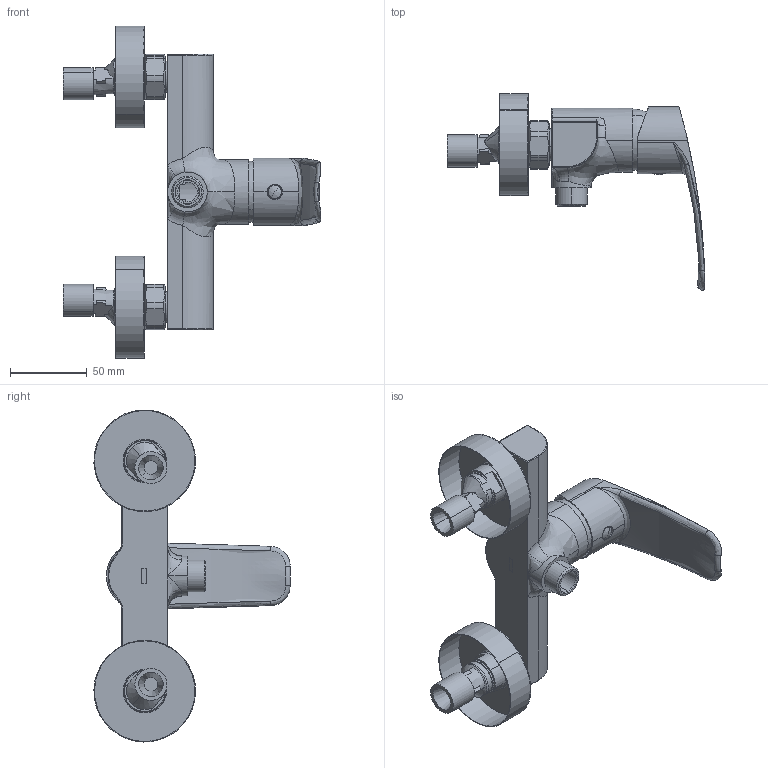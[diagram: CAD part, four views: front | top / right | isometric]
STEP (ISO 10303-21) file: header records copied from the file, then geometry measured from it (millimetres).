
FILE_DESCRIPTION (( 'STEP AP203' ), '1' );
FILE_NAME ('57DP03699.STEP', '2020-05-27T05:56:36', ( '' ), ( '' ), 'SwSTEP 2.0', 'SolidWorks 2018', '' );
FILE_SCHEMA (( 'CONFIG_CONTROL_DESIGN' ));
Length unit declared in the file: millimetre
Products named in the file (1): 57DP03699
Bounding box: 168.34 x 128.24 x 216.97 mm (x, y, z)
Volume: 133549.8 mm3; surface area: 121339.2 mm2
Topology: 12 solids, 12 shells, 457 faces, 1141 edges, 728 vertices
Faces by surface type: cylinder 176, plane 148, cone 63, torus 33, bspline 31, sphere 6
Entity records: 63789 total; most frequent: CARTESIAN_POINT 53018, ORIENTED_EDGE 2262, DIRECTION 2193, EDGE_CURVE 1131, AXIS2_PLACEMENT_3D 874, VERTEX_POINT 728, EDGE_LOOP 509, ADVANCED_FACE 457
